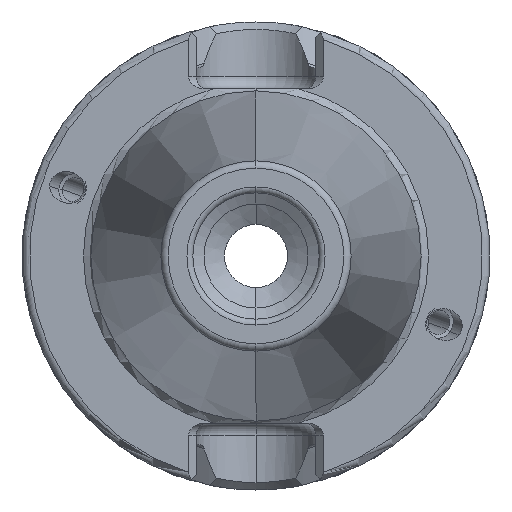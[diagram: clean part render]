
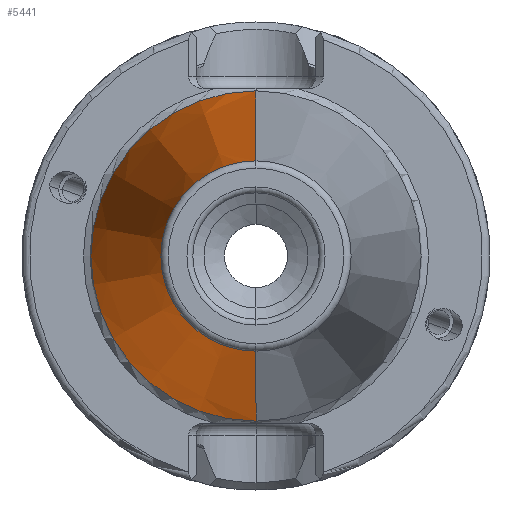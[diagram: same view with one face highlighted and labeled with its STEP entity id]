
A CAD part, left-side view. The second image highlights one B-rep face of the part: STEP entity #5441.
In plain terms, the highlighted conical face has half-angle 8.297 degrees and reference radius 22.225 mm.
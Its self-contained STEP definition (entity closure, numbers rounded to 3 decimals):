
#180 = DIRECTION ( 'NONE',  ( 0., 0., -1. ) ) ;
#394 = DIRECTION ( 'NONE',  ( -1., 0., 0. ) ) ;
#1099 = EDGE_CURVE ( 'NONE', #2652, #5614, #4042, .T. ) ;
#1487 = EDGE_CURVE ( 'NONE', #2077, #2652, #6136, .T. ) ;
#1495 = VERTEX_POINT ( 'NONE', #5521 ) ;
#1522 = DIRECTION ( 'NONE',  ( 0.99, 0., 0.144 ) ) ;
#1549 = FACE_OUTER_BOUND ( 'NONE', #6023, .T. ) ;
#1900 = CARTESIAN_POINT ( 'NONE',  ( 0., 0., -22.225 ) ) ;
#2077 = VERTEX_POINT ( 'NONE', #4687 ) ;
#2333 = EDGE_CURVE ( 'NONE', #2077, #1495, #4969, .T. ) ;
#2389 = ORIENTED_EDGE ( 'NONE', *, *, #1099, .F. ) ;
#2521 = CONICAL_SURFACE ( 'NONE', #2757, 22.225, 0.145 ) ;
#2592 = VECTOR ( 'NONE', #2859, 1000. ) ;
#2652 = VERTEX_POINT ( 'NONE', #5125 ) ;
#2757 = AXIS2_PLACEMENT_3D ( 'NONE', #3047, #3069, #180 ) ;
#2794 = CARTESIAN_POINT ( 'NONE',  ( 0., 0., -22.225 ) ) ;
#2859 = DIRECTION ( 'NONE',  ( 0.99, 0., -0.144 ) ) ;
#3047 = CARTESIAN_POINT ( 'NONE',  ( 0., 0., 0. ) ) ;
#3069 = DIRECTION ( 'NONE',  ( 1., 0., 0. ) ) ;
#3080 = AXIS2_PLACEMENT_3D ( 'NONE', #5388, #5402, #5503 ) ;
#3289 = CARTESIAN_POINT ( 'NONE',  ( 0., 0., 0. ) ) ;
#3365 = CIRCLE ( 'NONE', #5912, 22.225 ) ;
#3779 = DIRECTION ( 'NONE',  ( 0., 0., 1. ) ) ;
#3950 = CARTESIAN_POINT ( 'NONE',  ( 0., 0., 22.225 ) ) ;
#4042 = LINE ( 'NONE', #1900, #2592 ) ;
#4119 = ORIENTED_EDGE ( 'NONE', *, *, #1487, .F. ) ;
#4210 = ORIENTED_EDGE ( 'NONE', *, *, #5603, .T. ) ;
#4687 = CARTESIAN_POINT ( 'NONE',  ( -64.544, 0., 12.812 ) ) ;
#4969 = LINE ( 'NONE', #3950, #5127 ) ;
#5125 = CARTESIAN_POINT ( 'NONE',  ( -64.544, 0., -12.812 ) ) ;
#5127 = VECTOR ( 'NONE', #1522, 1000. ) ;
#5388 = CARTESIAN_POINT ( 'NONE',  ( -64.544, 0., 0. ) ) ;
#5402 = DIRECTION ( 'NONE',  ( -1., 0., 0. ) ) ;
#5441 = ADVANCED_FACE ( 'NONE', ( #1549 ), #2521, .T. ) ;
#5503 = DIRECTION ( 'NONE',  ( 0., 0., 1. ) ) ;
#5521 = CARTESIAN_POINT ( 'NONE',  ( 0., 0., 22.225 ) ) ;
#5603 = EDGE_CURVE ( 'NONE', #1495, #5614, #3365, .T. ) ;
#5614 = VERTEX_POINT ( 'NONE', #2794 ) ;
#5646 = ORIENTED_EDGE ( 'NONE', *, *, #2333, .T. ) ;
#5912 = AXIS2_PLACEMENT_3D ( 'NONE', #3289, #394, #3779 ) ;
#6023 = EDGE_LOOP ( 'NONE', ( #4119, #5646, #4210, #2389 ) ) ;
#6136 = CIRCLE ( 'NONE', #3080, 12.812 ) ;
